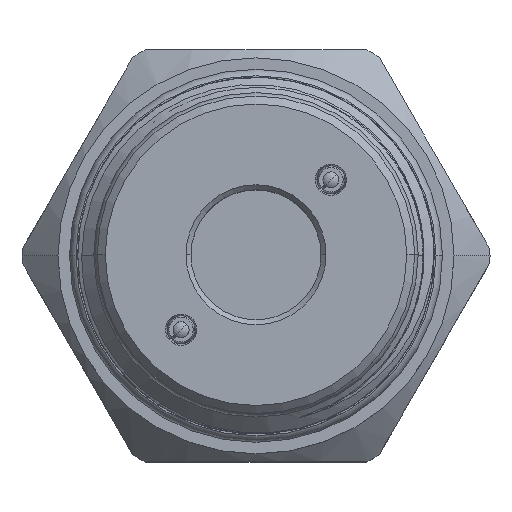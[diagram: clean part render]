
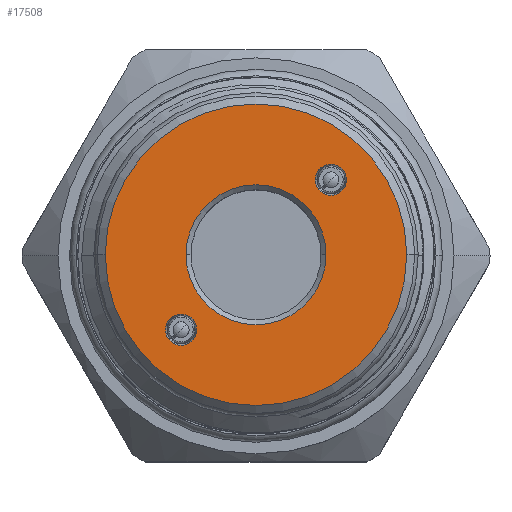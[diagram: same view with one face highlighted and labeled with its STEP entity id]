
A CAD part, top view. The second image highlights one B-rep face of the part: STEP entity #17508.
In plain terms, the highlighted planar face has unit normal (0, 0, 1).
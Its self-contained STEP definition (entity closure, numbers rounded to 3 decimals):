
#129 = FACE_BOUND ( 'NONE', #15706, .T. ) ;
#524 = DIRECTION ( 'NONE',  ( 0., 0., 1. ) ) ;
#577 = ORIENTED_EDGE ( 'NONE', *, *, #13775, .T. ) ;
#637 = EDGE_LOOP ( 'NONE', ( #13017, #10864 ) ) ;
#787 = AXIS2_PLACEMENT_3D ( 'NONE', #7702, #524, #9144 ) ;
#943 = CIRCLE ( 'NONE', #16482, 1.561 ) ;
#1136 = EDGE_LOOP ( 'NONE', ( #16760, #6895 ) ) ;
#1372 = CARTESIAN_POINT ( 'NONE',  ( 7.495, 7.495, 0. ) ) ;
#1763 = FACE_BOUND ( 'NONE', #15955, .T. ) ;
#2408 = CARTESIAN_POINT ( 'NONE',  ( -15.075, 0., 0. ) ) ;
#2740 = EDGE_CURVE ( 'NONE', #16798, #17244, #943, .T. ) ;
#2767 = DIRECTION ( 'NONE',  ( 1., 0., 0. ) ) ;
#3219 = CIRCLE ( 'NONE', #4469, 15.075 ) ;
#3572 = FACE_BOUND ( 'NONE', #1136, .T. ) ;
#4372 = DIRECTION ( 'NONE',  ( 0., 0., 1. ) ) ;
#4413 = CIRCLE ( 'NONE', #14881, 7. ) ;
#4469 = AXIS2_PLACEMENT_3D ( 'NONE', #12628, #12449, #8489 ) ;
#4638 = CARTESIAN_POINT ( 'NONE',  ( -7.495, -7.495, 0. ) ) ;
#4887 = DIRECTION ( 'NONE',  ( 0., 0., -1. ) ) ;
#5369 = ORIENTED_EDGE ( 'NONE', *, *, #7779, .F. ) ;
#5452 = VERTEX_POINT ( 'NONE', #8083 ) ;
#5843 = CARTESIAN_POINT ( 'NONE',  ( 7.495, 7.495, 0. ) ) ;
#5860 = EDGE_CURVE ( 'NONE', #5452, #14015, #6029, .T. ) ;
#6029 = CIRCLE ( 'NONE', #787, 15.075 ) ;
#6387 = DIRECTION ( 'NONE',  ( 0., 0., -1. ) ) ;
#6500 = CARTESIAN_POINT ( 'NONE',  ( 0., 0., 0. ) ) ;
#6895 = ORIENTED_EDGE ( 'NONE', *, *, #8303, .F. ) ;
#7477 = DIRECTION ( 'NONE',  ( 0., 0., 1. ) ) ;
#7547 = AXIS2_PLACEMENT_3D ( 'NONE', #1372, #15578, #2767 ) ;
#7702 = CARTESIAN_POINT ( 'NONE',  ( 0., 0., 0. ) ) ;
#7779 = EDGE_CURVE ( 'NONE', #11362, #15802, #8904, .T. ) ;
#7821 = DIRECTION ( 'NONE',  ( -1., 0., 0. ) ) ;
#8083 = CARTESIAN_POINT ( 'NONE',  ( 15.075, 0., 0. ) ) ;
#8145 = ORIENTED_EDGE ( 'NONE', *, *, #9621, .F. ) ;
#8303 = EDGE_CURVE ( 'NONE', #17244, #16798, #12230, .T. ) ;
#8339 = DIRECTION ( 'NONE',  ( 0., 0., -1. ) ) ;
#8456 = DIRECTION ( 'NONE',  ( -1., 0., 0. ) ) ;
#8489 = DIRECTION ( 'NONE',  ( -1., 0., 0. ) ) ;
#8601 = CARTESIAN_POINT ( 'NONE',  ( 5.935, 7.495, 0. ) ) ;
#8684 = CARTESIAN_POINT ( 'NONE',  ( 9.056, 7.495, 0. ) ) ;
#8904 = CIRCLE ( 'NONE', #12071, 1.561 ) ;
#9144 = DIRECTION ( 'NONE',  ( -1., 0., 0. ) ) ;
#9346 = EDGE_CURVE ( 'NONE', #10763, #13905, #4413, .T. ) ;
#9621 = EDGE_CURVE ( 'NONE', #15802, #11362, #14249, .T. ) ;
#10305 = ORIENTED_EDGE ( 'NONE', *, *, #9346, .T. ) ;
#10427 = AXIS2_PLACEMENT_3D ( 'NONE', #18510, #8339, #8456 ) ;
#10763 = VERTEX_POINT ( 'NONE', #11781 ) ;
#10820 = CARTESIAN_POINT ( 'NONE',  ( 0., 0., 0. ) ) ;
#10864 = ORIENTED_EDGE ( 'NONE', *, *, #5860, .T. ) ;
#11362 = VERTEX_POINT ( 'NONE', #14995 ) ;
#11781 = CARTESIAN_POINT ( 'NONE',  ( -7., 0., 0. ) ) ;
#11934 = DIRECTION ( 'NONE',  ( 0., 0., 1. ) ) ;
#12071 = AXIS2_PLACEMENT_3D ( 'NONE', #4638, #11934, #16270 ) ;
#12230 = CIRCLE ( 'NONE', #7547, 1.561 ) ;
#12449 = DIRECTION ( 'NONE',  ( 0., 0., 1. ) ) ;
#12597 = AXIS2_PLACEMENT_3D ( 'NONE', #10820, #6387, #15135 ) ;
#12628 = CARTESIAN_POINT ( 'NONE',  ( 0., 0., 0. ) ) ;
#12953 = EDGE_CURVE ( 'NONE', #14015, #5452, #3219, .T. ) ;
#13017 = ORIENTED_EDGE ( 'NONE', *, *, #12953, .T. ) ;
#13775 = EDGE_CURVE ( 'NONE', #13905, #10763, #15056, .T. ) ;
#13844 = CARTESIAN_POINT ( 'NONE',  ( -5.935, -7.495, 0. ) ) ;
#13905 = VERTEX_POINT ( 'NONE', #16865 ) ;
#14015 = VERTEX_POINT ( 'NONE', #2408 ) ;
#14249 = CIRCLE ( 'NONE', #17010, 1.561 ) ;
#14488 = CARTESIAN_POINT ( 'NONE',  ( -7.495, -7.495, 0. ) ) ;
#14881 = AXIS2_PLACEMENT_3D ( 'NONE', #6500, #4887, #7821 ) ;
#14995 = CARTESIAN_POINT ( 'NONE',  ( -9.056, -7.495, 0. ) ) ;
#15056 = CIRCLE ( 'NONE', #12597, 7. ) ;
#15135 = DIRECTION ( 'NONE',  ( -1., 0., 0. ) ) ;
#15578 = DIRECTION ( 'NONE',  ( 0., 0., 1. ) ) ;
#15706 = EDGE_LOOP ( 'NONE', ( #577, #10305 ) ) ;
#15802 = VERTEX_POINT ( 'NONE', #13844 ) ;
#15955 = EDGE_LOOP ( 'NONE', ( #5369, #8145 ) ) ;
#16056 = FACE_OUTER_BOUND ( 'NONE', #637, .T. ) ;
#16270 = DIRECTION ( 'NONE',  ( -1., 0., 0. ) ) ;
#16482 = AXIS2_PLACEMENT_3D ( 'NONE', #5843, #7477, #17466 ) ;
#16760 = ORIENTED_EDGE ( 'NONE', *, *, #2740, .F. ) ;
#16798 = VERTEX_POINT ( 'NONE', #8684 ) ;
#16865 = CARTESIAN_POINT ( 'NONE',  ( 7., 0., 0. ) ) ;
#16930 = PLANE ( 'NONE',  #10427 ) ;
#17010 = AXIS2_PLACEMENT_3D ( 'NONE', #14488, #4372, #18616 ) ;
#17244 = VERTEX_POINT ( 'NONE', #8601 ) ;
#17466 = DIRECTION ( 'NONE',  ( 1., 0., 0. ) ) ;
#17508 = ADVANCED_FACE ( 'NONE', ( #129, #16056, #3572, #1763 ), #16930, .F. ) ;
#18510 = CARTESIAN_POINT ( 'NONE',  ( 0., 0., 0. ) ) ;
#18616 = DIRECTION ( 'NONE',  ( -1., 0., 0. ) ) ;
